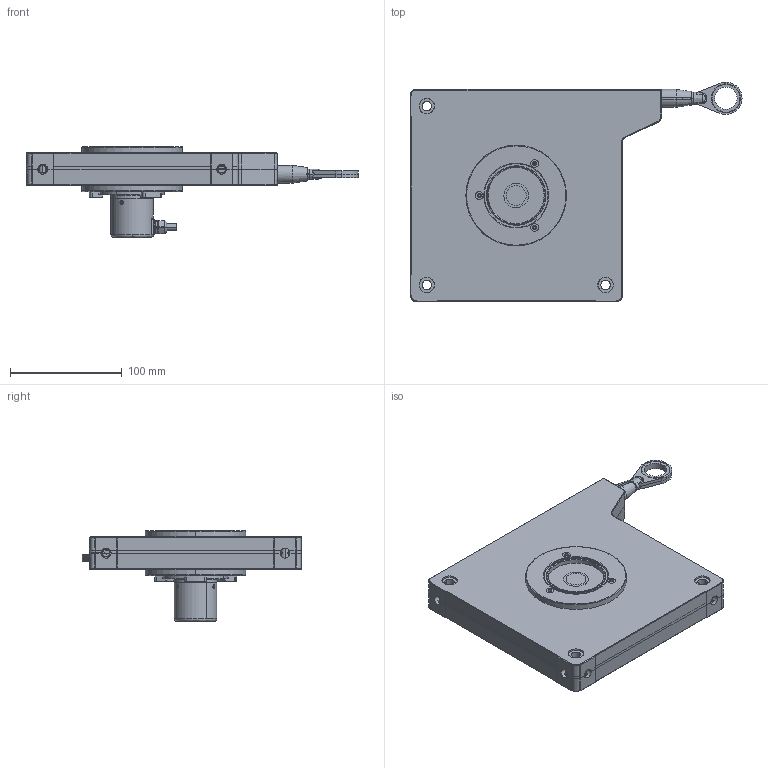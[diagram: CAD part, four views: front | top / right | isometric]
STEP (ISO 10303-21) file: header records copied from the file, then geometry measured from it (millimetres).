
FILE_DESCRIPTION (( 'STEP AP214' ), '1' );
FILE_NAME ('LCF190-AP-03俋倛芞(饜ESG3802S晤鎢ん).STEP', '2024-06-05T09:08:09', ( 'NING MEI' ), ( '' ), 'SwSTEP 2.0', 'SolidWorks 2014', '' );
FILE_SCHEMA (( 'AUTOMOTIVE_DESIGN' ));
Length unit declared in the file: millimetre
Products named in the file (1): LCF190-AP-03俋倛芞(饜ESG3802S晤鎢ん)
Bounding box: 297 x 196.4 x 80.8 mm (x, y, z)
Surface area: 121630.8 mm2 (no closed solid volume)
Topology: 0 solids, 39 shells, 554 faces, 1977 edges, 1408 vertices
Faces by surface type: plane 232, cylinder 155, cone 83, bspline 34, torus 28, sphere 22
Entity records: 32641 total; most frequent: CARTESIAN_POINT 10450, DIRECTION 3340, ORIENTED_EDGE 2966, EDGE_CURVE 1964, VERTEX_POINT 1408, AXIS2_PLACEMENT_3D 1202, VECTOR 936, LINE 936
